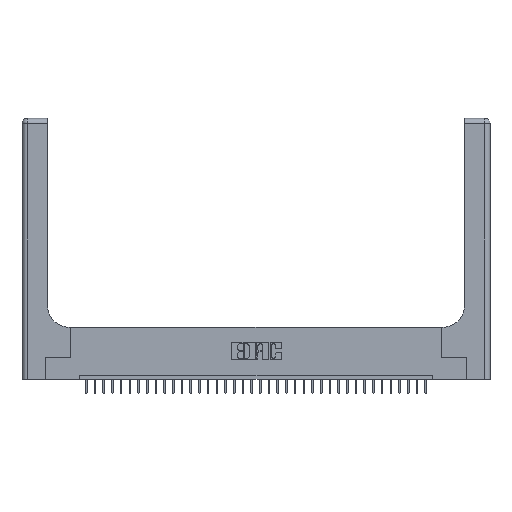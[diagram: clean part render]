
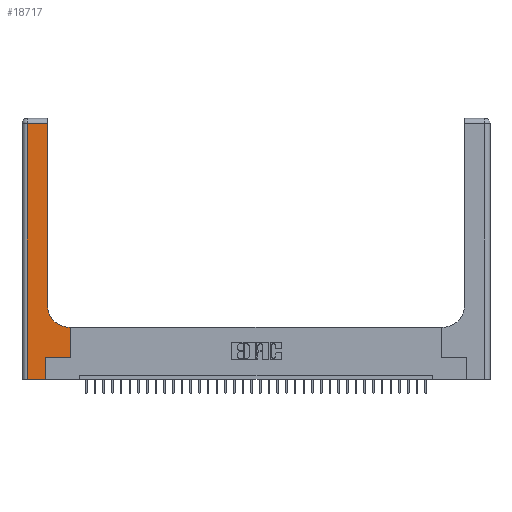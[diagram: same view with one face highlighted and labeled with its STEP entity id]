
A CAD part, top view. The second image highlights one B-rep face of the part: STEP entity #18717.
In plain terms, the highlighted planar face has unit normal (0, 0, 1).
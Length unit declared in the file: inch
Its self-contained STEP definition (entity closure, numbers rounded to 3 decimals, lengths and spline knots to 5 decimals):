
#18 = LINE ( 'NONE', #23582, #14222 ) ;
#151 = CARTESIAN_POINT ( 'NONE',  ( 0.5415, 0.85, 0.37 ) ) ;
#407 = DIRECTION ( 'NONE',  ( -1., 0., 0. ) ) ;
#1815 = DIRECTION ( 'NONE',  ( 0., 1., 0. ) ) ;
#1887 = VECTOR ( 'NONE', #6188, 39.37008 ) ;
#2556 = CARTESIAN_POINT ( 'NONE',  ( 0.2915, 3., 0.37 ) ) ;
#2638 = CARTESIAN_POINT ( 'NONE',  ( 0., 3., 0.37 ) ) ;
#3122 = LINE ( 'NONE', #15283, #22985 ) ;
#3641 = LINE ( 'NONE', #22530, #22143 ) ;
#3986 = ORIENTED_EDGE ( 'NONE', *, *, #18963, .T. ) ;
#4086 = VERTEX_POINT ( 'NONE', #29251 ) ;
#4170 = VECTOR ( 'NONE', #25879, 39.37008 ) ;
#4806 = LINE ( 'NONE', #18936, #8215 ) ;
#5289 = DIRECTION ( 'NONE',  ( -1., 0., 0. ) ) ;
#5761 = CARTESIAN_POINT ( 'NONE',  ( 0.2915, 2.94, 0.37 ) ) ;
#6141 = ORIENTED_EDGE ( 'NONE', *, *, #35456, .T. ) ;
#6188 = DIRECTION ( 'NONE',  ( 0., 1., 0. ) ) ;
#6288 = DIRECTION ( 'NONE',  ( 1., 0., 0. ) ) ;
#7064 = AXIS2_PLACEMENT_3D ( 'NONE', #151, #16222, #8323 ) ;
#7083 = EDGE_CURVE ( 'NONE', #9797, #14536, #31546, .T. ) ;
#7136 = EDGE_CURVE ( 'NONE', #29919, #4086, #3122, .T. ) ;
#7981 = FACE_OUTER_BOUND ( 'NONE', #33095, .T. ) ;
#8123 = ORIENTED_EDGE ( 'NONE', *, *, #18288, .T. ) ;
#8215 = VECTOR ( 'NONE', #35374, 39.37008 ) ;
#8323 = DIRECTION ( 'NONE',  ( 1., 0., 0. ) ) ;
#8693 = LINE ( 'NONE', #2556, #12150 ) ;
#8694 = CARTESIAN_POINT ( 'NONE',  ( 0., 2.94, 0.37 ) ) ;
#8712 = LINE ( 'NONE', #8694, #16538 ) ;
#9504 = CARTESIAN_POINT ( 'NONE',  ( 0.269, 0.25, 0.37 ) ) ;
#9797 = VERTEX_POINT ( 'NONE', #19824 ) ;
#10912 = PLANE ( 'NONE',  #33306 ) ;
#11241 = EDGE_CURVE ( 'NONE', #25342, #33440, #8712, .T. ) ;
#12150 = VECTOR ( 'NONE', #30175, 39.37008 ) ;
#12594 = DIRECTION ( 'NONE',  ( -1., 0., 0. ) ) ;
#12787 = CIRCLE ( 'NONE', #7064, 0.25 ) ;
#14042 = LINE ( 'NONE', #9504, #4170 ) ;
#14222 = VECTOR ( 'NONE', #1815, 39.37008 ) ;
#14536 = VERTEX_POINT ( 'NONE', #35251 ) ;
#15269 = ORIENTED_EDGE ( 'NONE', *, *, #32319, .T. ) ;
#15283 = CARTESIAN_POINT ( 'NONE',  ( 0.2915, 0.6, 0.37 ) ) ;
#15431 = ORIENTED_EDGE ( 'NONE', *, *, #7083, .T. ) ;
#15583 = CARTESIAN_POINT ( 'NONE',  ( 0.5585, 0.25, 0.37 ) ) ;
#16222 = DIRECTION ( 'NONE',  ( 0., 0., -1. ) ) ;
#16485 = EDGE_CURVE ( 'NONE', #17650, #29919, #18, .T. ) ;
#16538 = VECTOR ( 'NONE', #407, 39.37008 ) ;
#17650 = VERTEX_POINT ( 'NONE', #15583 ) ;
#18288 = EDGE_CURVE ( 'NONE', #4086, #22133, #12787, .T. ) ;
#18717 = ADVANCED_FACE ( 'NONE', ( #7981 ), #10912, .F. ) ;
#18936 = CARTESIAN_POINT ( 'NONE',  ( 0.06, 3., 0.37 ) ) ;
#18963 = EDGE_CURVE ( 'NONE', #14536, #17650, #14042, .T. ) ;
#19824 = CARTESIAN_POINT ( 'NONE',  ( 0.269, 0., 0.37 ) ) ;
#19918 = CARTESIAN_POINT ( 'NONE',  ( 0.269, 0., 0.37 ) ) ;
#21764 = ORIENTED_EDGE ( 'NONE', *, *, #7136, .T. ) ;
#22133 = VERTEX_POINT ( 'NONE', #27977 ) ;
#22143 = VECTOR ( 'NONE', #6288, 39.37008 ) ;
#22530 = CARTESIAN_POINT ( 'NONE',  ( 0., 0., 0.37 ) ) ;
#22567 = CARTESIAN_POINT ( 'NONE',  ( 0.5585, 0.6, 0.37 ) ) ;
#22985 = VECTOR ( 'NONE', #12594, 39.37008 ) ;
#23209 = ORIENTED_EDGE ( 'NONE', *, *, #16485, .T. ) ;
#23582 = CARTESIAN_POINT ( 'NONE',  ( 0.5585, 0.25, 0.37 ) ) ;
#25342 = VERTEX_POINT ( 'NONE', #5761 ) ;
#25879 = DIRECTION ( 'NONE',  ( 1., 0., 0. ) ) ;
#27977 = CARTESIAN_POINT ( 'NONE',  ( 0.2915, 0.85, 0.37 ) ) ;
#28406 = CARTESIAN_POINT ( 'NONE',  ( 0.06, 2.94, 0.37 ) ) ;
#28976 = VERTEX_POINT ( 'NONE', #29845 ) ;
#29251 = CARTESIAN_POINT ( 'NONE',  ( 0.5415, 0.6, 0.37 ) ) ;
#29845 = CARTESIAN_POINT ( 'NONE',  ( 0.06, 0., 0.37 ) ) ;
#29919 = VERTEX_POINT ( 'NONE', #22567 ) ;
#30172 = ORIENTED_EDGE ( 'NONE', *, *, #35107, .T. ) ;
#30175 = DIRECTION ( 'NONE',  ( 0., 1., 0. ) ) ;
#31546 = LINE ( 'NONE', #19918, #1887 ) ;
#32319 = EDGE_CURVE ( 'NONE', #28976, #9797, #3641, .T. ) ;
#33095 = EDGE_LOOP ( 'NONE', ( #30172, #33372, #6141, #15269, #15431, #3986, #23209, #21764, #8123 ) ) ;
#33306 = AXIS2_PLACEMENT_3D ( 'NONE', #2638, #35469, #5289 ) ;
#33372 = ORIENTED_EDGE ( 'NONE', *, *, #11241, .T. ) ;
#33440 = VERTEX_POINT ( 'NONE', #28406 ) ;
#35107 = EDGE_CURVE ( 'NONE', #22133, #25342, #8693, .T. ) ;
#35251 = CARTESIAN_POINT ( 'NONE',  ( 0.269, 0.25, 0.37 ) ) ;
#35374 = DIRECTION ( 'NONE',  ( 0., -1., 0. ) ) ;
#35456 = EDGE_CURVE ( 'NONE', #33440, #28976, #4806, .T. ) ;
#35469 = DIRECTION ( 'NONE',  ( 0., 0., -1. ) ) ;
